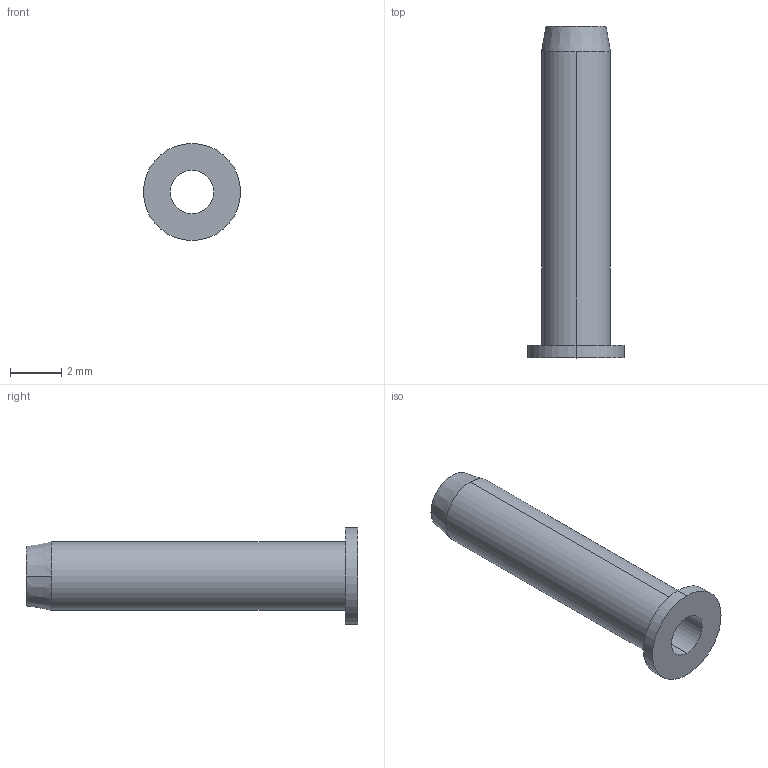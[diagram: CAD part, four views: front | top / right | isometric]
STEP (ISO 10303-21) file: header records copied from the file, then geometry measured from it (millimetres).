
FILE_DESCRIPTION (( 'STEP AP214' ), '1' );
FILE_NAME ('1077000011D00A.STEP', '2013-02-25T17:29:02', ( '' ), ( '' ), 'SwSTEP 2.0', 'SolidWorks 2012', '' );
FILE_SCHEMA (( 'AUTOMOTIVE_DESIGN' ));
Length unit declared in the file: millimetre
Products named in the file (1): 1077000011D00A
Bounding box: 3.8 x 13 x 3.8 mm (x, y, z)
Volume: 47 mm3; surface area: 197.7 mm2
Topology: 1 solids, 1 shells, 11 faces, 24 edges, 16 vertices
Faces by surface type: cylinder 6, plane 3, cone 2
Entity records: 352 total; most frequent: DIRECTION 64, CARTESIAN_POINT 52, ORIENTED_EDGE 48, AXIS2_PLACEMENT_3D 28, EDGE_CURVE 24, CIRCLE 16, VERTEX_POINT 16, EDGE_LOOP 14
